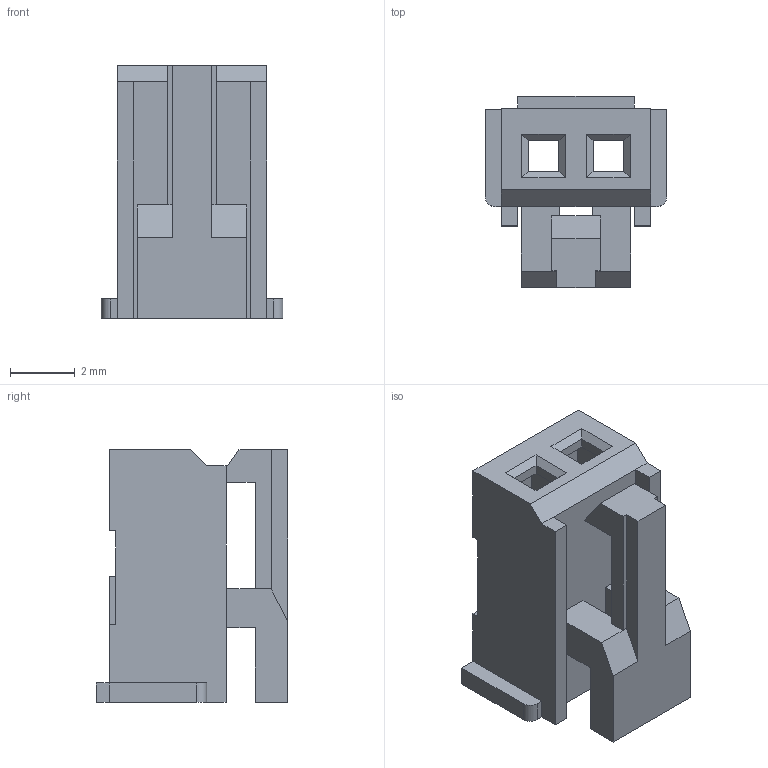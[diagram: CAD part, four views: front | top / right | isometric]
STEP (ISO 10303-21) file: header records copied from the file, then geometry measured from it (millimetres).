
FILE_DESCRIPTION((''),'2;1');
FILE_NAME('FHG20005-2P','2018-10-29T',('gongcheng6'),(''),'PRO/ENGINEER BY PARAMETRIC TECHNOLOGY CORPORATION, 2010280','PRO/ENGINEER BY PARAMETRIC TECHNOLOGY CORPORATION, 2010280','');
FILE_SCHEMA(('CONFIG_CONTROL_DESIGN'));
Length unit declared in the file: millimetre
Products named in the file (1): FHG20005-2P
Bounding box: 5.6 x 5.9 x 7.8 mm (x, y, z)
Volume: 84.6 mm3; surface area: 348.7 mm2
Topology: 1 solids, 1 shells, 102 faces, 291 edges, 190 vertices
Faces by surface type: plane 100, cylinder 2
Entity records: 3301 total; most frequent: CARTESIAN_POINT 583, ORIENTED_EDGE 582, DIRECTION 499, EDGE_CURVE 291, VECTOR 287, LINE 287, VERTEX_POINT 190, EDGE_LOOP 111
